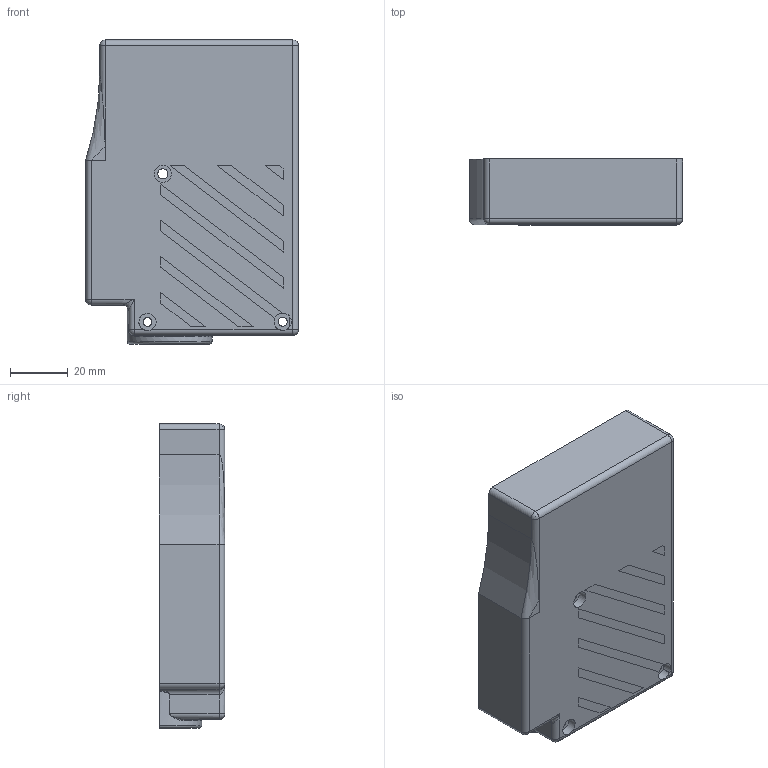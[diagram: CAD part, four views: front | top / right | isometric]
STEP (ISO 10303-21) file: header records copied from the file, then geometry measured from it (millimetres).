
FILE_DESCRIPTION(/* description */ (''),/* implementation_level */ '2;1');
FILE_NAME(/* name */ 'pump_left_side.step',/* time_stamp */ '2023-12-29T21:06:14+01:00',/* author */ (''),/* organization */ (''),/* preprocessor_version */ 'ST-DEVELOPER v20',/* originating_system */ 'Autodesk Translation Framework v12.14.0.127',/* authorisation */ '');
FILE_SCHEMA (('AUTOMOTIVE_DESIGN { 1 0 10303 214 3 1 1 }'));
Length unit declared in the file: millimetre
Products named in the file (1): RIGHT SIDE
Bounding box: 74.06 x 22.8 x 105.74 mm (x, y, z)
Volume: 42260.2 mm3; surface area: 30236.6 mm2
Topology: 1 solids, 1 shells, 204 faces, 575 edges, 373 vertices
Faces by surface type: plane 102, cylinder 74, bspline 16, torus 7, sphere 5
Full cylindrical faces by diameter (mm): 3.1 x2, 3.5 x1, 6 x2
Entity records: 7705 total; most frequent: CARTESIAN_POINT 2403, ORIENTED_EDGE 1138, DIRECTION 1064, EDGE_CURVE 569, VERTEX_POINT 373, AXIS2_PLACEMENT_3D 357, LINE 350, VECTOR 350
